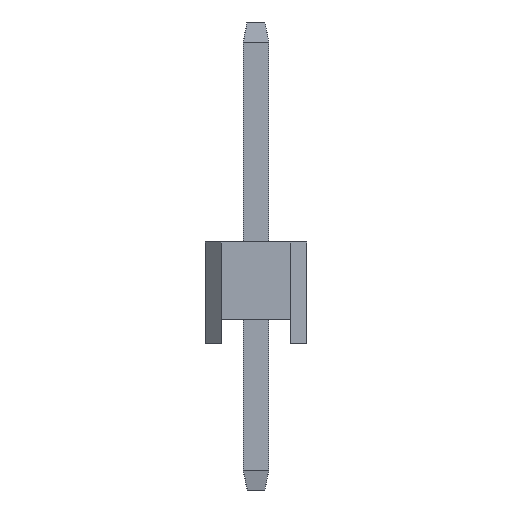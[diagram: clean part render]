
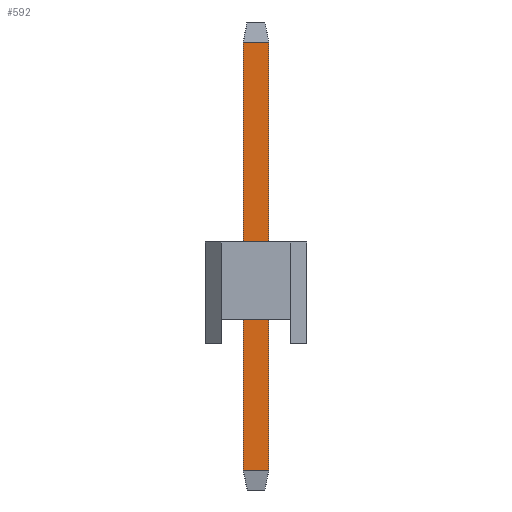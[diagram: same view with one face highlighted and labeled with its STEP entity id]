
A CAD part, left-side view. The second image highlights one B-rep face of the part: STEP entity #592.
In plain terms, the highlighted planar face has unit normal (-1, 0, 0).
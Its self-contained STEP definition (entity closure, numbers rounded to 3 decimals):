
#158=ORIENTED_EDGE('',*,*,#258,.F.);
#159=ORIENTED_EDGE('',*,*,#259,.T.);
#160=ORIENTED_EDGE('',*,*,#260,.T.);
#161=ORIENTED_EDGE('',*,*,#261,.T.);
#258=EDGE_CURVE('',#314,#315,#374,.T.);
#259=EDGE_CURVE('',#314,#316,#375,.T.);
#260=EDGE_CURVE('',#316,#317,#376,.T.);
#261=EDGE_CURVE('',#317,#315,#377,.T.);
#314=VERTEX_POINT('',#935);
#315=VERTEX_POINT('',#936);
#316=VERTEX_POINT('',#938);
#317=VERTEX_POINT('',#940);
#374=LINE('',#934,#446);
#375=LINE('',#937,#447);
#376=LINE('',#939,#448);
#377=LINE('',#941,#449);
#446=VECTOR('',#765,1000.);
#447=VECTOR('',#766,1000.);
#448=VECTOR('',#767,1000.);
#449=VECTOR('',#768,1000.);
#494=EDGE_LOOP('',(#158,#159,#160,#161));
#528=FACE_BOUND('',#494,.T.);
#560=PLANE('',#654);
#592=ADVANCED_FACE('',(#528),#560,.F.);
#654=AXIS2_PLACEMENT_3D('',#933,#763,#764);
#763=DIRECTION('',(1.,0.,0.));
#764=DIRECTION('',(0.,0.,-1.));
#765=DIRECTION('',(0.,0.,-1.));
#766=DIRECTION('',(0.,1.,0.));
#767=DIRECTION('',(0.,0.,-1.));
#768=DIRECTION('',(0.,-1.,0.));
#933=CARTESIAN_POINT('',(-0.32,0.32,11.7));
#934=CARTESIAN_POINT('',(-0.32,-0.32,11.7));
#935=CARTESIAN_POINT('',(-0.32,-0.32,11.2));
#936=CARTESIAN_POINT('',(-0.32,-0.32,0.5));
#937=CARTESIAN_POINT('',(-0.32,0.32,11.2));
#938=CARTESIAN_POINT('',(-0.32,0.32,11.2));
#939=CARTESIAN_POINT('',(-0.32,0.32,11.7));
#940=CARTESIAN_POINT('',(-0.32,0.32,0.5));
#941=CARTESIAN_POINT('',(-0.32,0.32,0.5));
